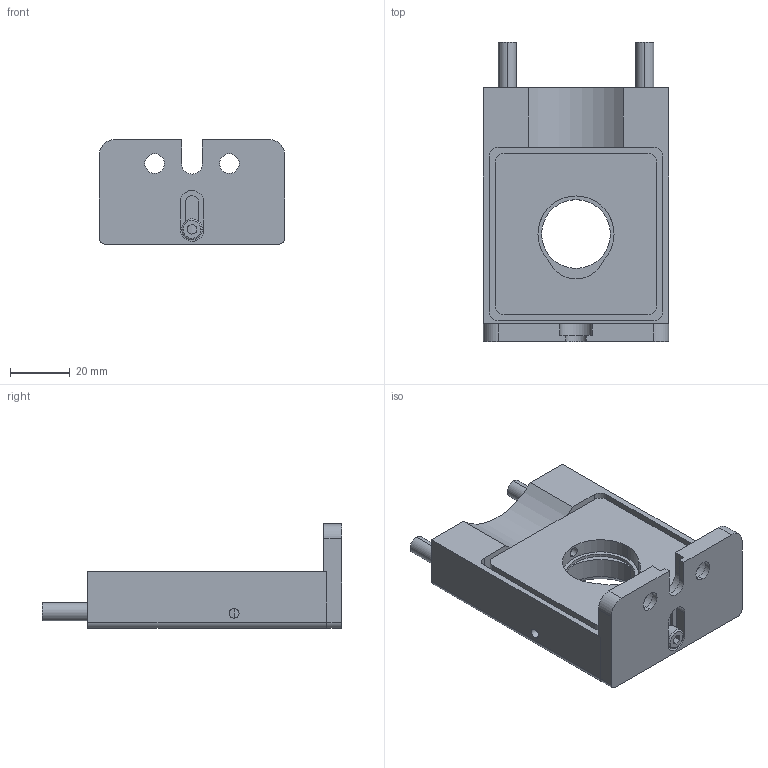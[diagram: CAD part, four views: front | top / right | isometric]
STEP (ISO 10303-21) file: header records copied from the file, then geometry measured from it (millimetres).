
FILE_DESCRIPTION (( 'STEP AP203' ), '1' );
FILE_NAME ('04VMT-1M-H.STEP', '2023-05-02T09:06:41', ( '' ), ( '' ), 'SwSTEP 2.0', 'SolidWorks 2022', '' );
FILE_SCHEMA (( 'CONFIG_CONTROL_DESIGN' ));
Length unit declared in the file: millimetre
Products named in the file (1): 04VMT-1M-H
Bounding box: 62 x 100.18 x 35 mm (x, y, z)
Surface area: 31266.2 mm2 (no closed solid volume)
Topology: 0 solids, 19 shells, 190 faces, 608 edges, 432 vertices
Faces by surface type: plane 92, cylinder 80, bspline 10, cone 6, torus 2
Entity records: 11001 total; most frequent: CARTESIAN_POINT 5396, DIRECTION 1198, ORIENTED_EDGE 1038, EDGE_CURVE 608, AXIS2_PLACEMENT_3D 436, VERTEX_POINT 432, VECTOR 326, LINE 326
